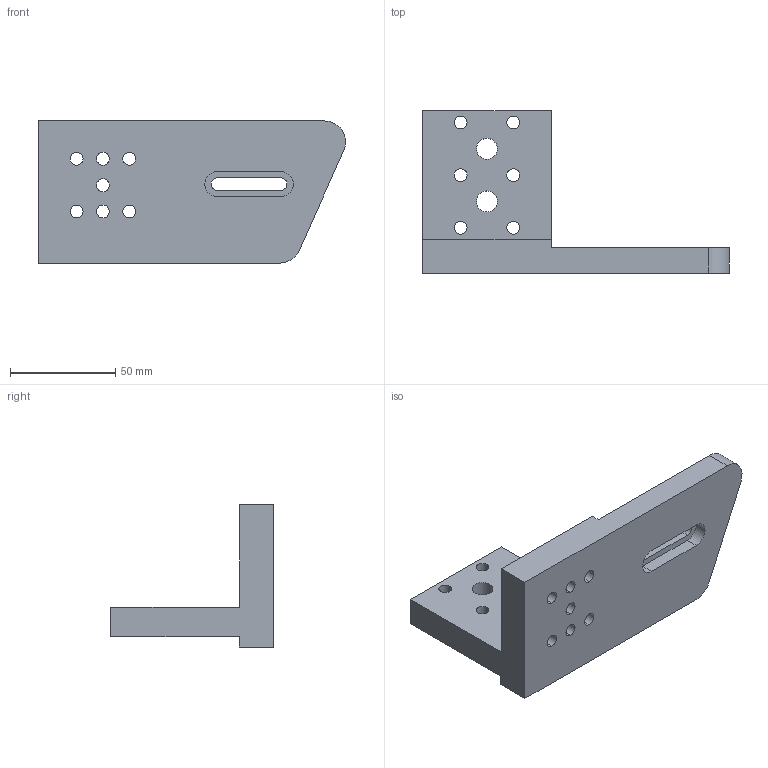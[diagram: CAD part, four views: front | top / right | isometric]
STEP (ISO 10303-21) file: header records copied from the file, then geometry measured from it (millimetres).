
FILE_DESCRIPTION (( 'STEP AP203' ), '1' );
FILE_NAME ('linkMT1_M_camera modification.STEP', '2020-07-30T11:40:25', ( '' ), ( '' ), 'SwSTEP 2.0', 'SolidWorks 2018', '' );
FILE_SCHEMA (( 'CONFIG_CONTROL_DESIGN' ));
Length unit declared in the file: millimetre
Products named in the file (1): linkMT1_M_camera modification
Bounding box: 145.78 x 77.2 x 67.48 mm (x, y, z)
Volume: 165851.8 mm3; surface area: 37678.4 mm2
Topology: 1 solids, 1 shells, 59 faces, 162 edges, 108 vertices
Faces by surface type: cylinder 40, plane 19
Entity records: 2057 total; most frequent: DIRECTION 362, CARTESIAN_POINT 330, ORIENTED_EDGE 324, EDGE_CURVE 162, AXIS2_PLACEMENT_3D 140, VERTEX_POINT 108, EDGE_LOOP 94, LINE 82
